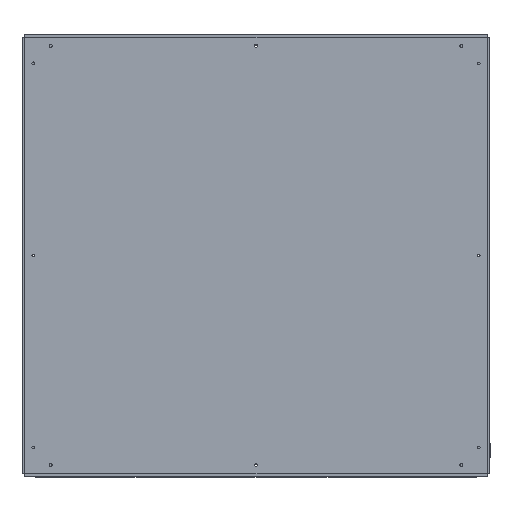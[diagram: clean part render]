
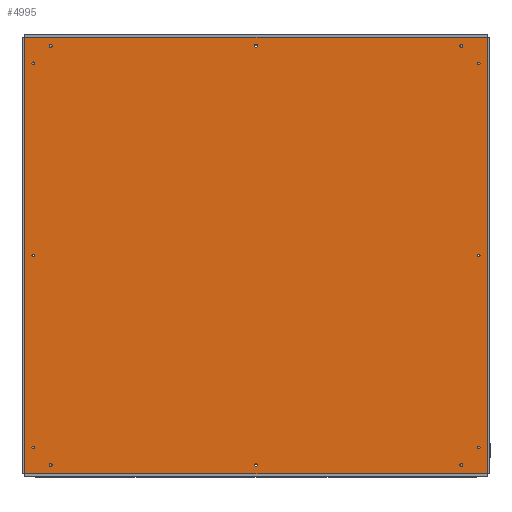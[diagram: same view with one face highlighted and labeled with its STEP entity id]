
A CAD part, top view. The second image highlights one B-rep face of the part: STEP entity #4995.
In plain terms, the highlighted planar face has unit normal (0, 0, 1).
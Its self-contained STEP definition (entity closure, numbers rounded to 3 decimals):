
#287=FACE_BOUND('',#1037,.T.);
#288=FACE_BOUND('',#1038,.T.);
#289=FACE_BOUND('',#1039,.T.);
#290=FACE_BOUND('',#1040,.T.);
#291=FACE_BOUND('',#1041,.T.);
#292=FACE_BOUND('',#1042,.T.);
#293=FACE_BOUND('',#1043,.T.);
#294=FACE_BOUND('',#1044,.T.);
#295=FACE_BOUND('',#1045,.T.);
#296=FACE_BOUND('',#1046,.T.);
#297=FACE_BOUND('',#1047,.T.);
#298=FACE_BOUND('',#1048,.T.);
#451=PLANE('',#5556);
#640=FACE_OUTER_BOUND('',#1036,.T.);
#1036=EDGE_LOOP('',(#4141,#4142,#4143,#4144));
#1037=EDGE_LOOP('',(#4145));
#1038=EDGE_LOOP('',(#4146));
#1039=EDGE_LOOP('',(#4147));
#1040=EDGE_LOOP('',(#4148));
#1041=EDGE_LOOP('',(#4149));
#1042=EDGE_LOOP('',(#4150));
#1043=EDGE_LOOP('',(#4151));
#1044=EDGE_LOOP('',(#4152));
#1045=EDGE_LOOP('',(#4153));
#1046=EDGE_LOOP('',(#4154));
#1047=EDGE_LOOP('',(#4155));
#1048=EDGE_LOOP('',(#4156));
#1447=LINE('',#8145,#1816);
#1450=LINE('',#8151,#1819);
#1453=LINE('',#8157,#1822);
#1456=LINE('',#8161,#1825);
#1816=VECTOR('',#6673,10.);
#1819=VECTOR('',#6678,10.);
#1822=VECTOR('',#6683,10.);
#1825=VECTOR('',#6688,10.);
#2132=CIRCLE('',#5519,1.65);
#2134=CIRCLE('',#5522,1.65);
#2136=CIRCLE('',#5524,1.65);
#2138=CIRCLE('',#5527,1.65);
#2140=CIRCLE('',#5529,1.65);
#2142=CIRCLE('',#5532,1.65);
#2144=CIRCLE('',#5535,1.65);
#2146=CIRCLE('',#5538,1.65);
#2148=CIRCLE('',#5541,1.65);
#2150=CIRCLE('',#5544,1.65);
#2152=CIRCLE('',#5547,1.65);
#2154=CIRCLE('',#5550,1.65);
#2504=VERTEX_POINT('',#8033);
#2506=VERTEX_POINT('',#8039);
#2508=VERTEX_POINT('',#8062);
#2510=VERTEX_POINT('',#8068);
#2512=VERTEX_POINT('',#8091);
#2514=VERTEX_POINT('',#8097);
#2516=VERTEX_POINT('',#8103);
#2518=VERTEX_POINT('',#8109);
#2520=VERTEX_POINT('',#8115);
#2522=VERTEX_POINT('',#8121);
#2524=VERTEX_POINT('',#8127);
#2526=VERTEX_POINT('',#8133);
#2530=VERTEX_POINT('',#8142);
#2531=VERTEX_POINT('',#8144);
#2533=VERTEX_POINT('',#8150);
#2535=VERTEX_POINT('',#8156);
#3063=EDGE_CURVE('',#2504,#2504,#2132,.T.);
#3066=EDGE_CURVE('',#2506,#2506,#2134,.T.);
#3069=EDGE_CURVE('',#2508,#2508,#2136,.T.);
#3072=EDGE_CURVE('',#2510,#2510,#2138,.T.);
#3075=EDGE_CURVE('',#2512,#2512,#2140,.T.);
#3078=EDGE_CURVE('',#2514,#2514,#2142,.T.);
#3081=EDGE_CURVE('',#2516,#2516,#2144,.T.);
#3084=EDGE_CURVE('',#2518,#2518,#2146,.T.);
#3087=EDGE_CURVE('',#2520,#2520,#2148,.T.);
#3090=EDGE_CURVE('',#2522,#2522,#2150,.T.);
#3093=EDGE_CURVE('',#2524,#2524,#2152,.T.);
#3096=EDGE_CURVE('',#2526,#2526,#2154,.T.);
#3101=EDGE_CURVE('',#2531,#2530,#1447,.T.);
#3104=EDGE_CURVE('',#2533,#2531,#1450,.T.);
#3107=EDGE_CURVE('',#2535,#2533,#1453,.T.);
#3110=EDGE_CURVE('',#2530,#2535,#1456,.T.);
#4141=ORIENTED_EDGE('',*,*,#3110,.T.);
#4142=ORIENTED_EDGE('',*,*,#3107,.T.);
#4143=ORIENTED_EDGE('',*,*,#3104,.T.);
#4144=ORIENTED_EDGE('',*,*,#3101,.T.);
#4145=ORIENTED_EDGE('',*,*,#3063,.T.);
#4146=ORIENTED_EDGE('',*,*,#3066,.T.);
#4147=ORIENTED_EDGE('',*,*,#3069,.T.);
#4148=ORIENTED_EDGE('',*,*,#3072,.T.);
#4149=ORIENTED_EDGE('',*,*,#3075,.T.);
#4150=ORIENTED_EDGE('',*,*,#3078,.T.);
#4151=ORIENTED_EDGE('',*,*,#3081,.T.);
#4152=ORIENTED_EDGE('',*,*,#3084,.T.);
#4153=ORIENTED_EDGE('',*,*,#3087,.T.);
#4154=ORIENTED_EDGE('',*,*,#3090,.T.);
#4155=ORIENTED_EDGE('',*,*,#3093,.T.);
#4156=ORIENTED_EDGE('',*,*,#3096,.T.);
#4995=ADVANCED_FACE('',(#640,#287,#288,#289,#290,#291,#292,#293,#294,#295,
#296,#297,#298),#451,.T.);
#5519=AXIS2_PLACEMENT_3D('',#8034,#6591,#6592);
#5522=AXIS2_PLACEMENT_3D('',#8040,#6598,#6599);
#5524=AXIS2_PLACEMENT_3D('',#8063,#6603,#6604);
#5527=AXIS2_PLACEMENT_3D('',#8069,#6610,#6611);
#5529=AXIS2_PLACEMENT_3D('',#8092,#6615,#6616);
#5532=AXIS2_PLACEMENT_3D('',#8098,#6622,#6623);
#5535=AXIS2_PLACEMENT_3D('',#8104,#6629,#6630);
#5538=AXIS2_PLACEMENT_3D('',#8110,#6636,#6637);
#5541=AXIS2_PLACEMENT_3D('',#8116,#6643,#6644);
#5544=AXIS2_PLACEMENT_3D('',#8122,#6650,#6651);
#5547=AXIS2_PLACEMENT_3D('',#8128,#6657,#6658);
#5550=AXIS2_PLACEMENT_3D('',#8134,#6664,#6665);
#5556=AXIS2_PLACEMENT_3D('',#8162,#6689,#6690);
#6591=DIRECTION('center_axis',(0.,0.,-1.));
#6592=DIRECTION('ref_axis',(-1.,0.,0.));
#6598=DIRECTION('center_axis',(0.,0.,-1.));
#6599=DIRECTION('ref_axis',(-1.,0.,0.));
#6603=DIRECTION('center_axis',(0.,0.,-1.));
#6604=DIRECTION('ref_axis',(1.,0.,0.));
#6610=DIRECTION('center_axis',(0.,0.,-1.));
#6611=DIRECTION('ref_axis',(-1.,0.,0.));
#6615=DIRECTION('center_axis',(0.,0.,-1.));
#6616=DIRECTION('ref_axis',(1.,0.,0.));
#6622=DIRECTION('center_axis',(0.,0.,-1.));
#6623=DIRECTION('ref_axis',(-1.,0.,0.));
#6629=DIRECTION('center_axis',(0.,0.,-1.));
#6630=DIRECTION('ref_axis',(-1.,0.,0.));
#6636=DIRECTION('center_axis',(0.,0.,-1.));
#6637=DIRECTION('ref_axis',(-1.,0.,0.));
#6643=DIRECTION('center_axis',(0.,0.,-1.));
#6644=DIRECTION('ref_axis',(-1.,0.,0.));
#6650=DIRECTION('center_axis',(0.,0.,-1.));
#6651=DIRECTION('ref_axis',(-1.,0.,0.));
#6657=DIRECTION('center_axis',(0.,0.,-1.));
#6658=DIRECTION('ref_axis',(-1.,0.,0.));
#6664=DIRECTION('center_axis',(0.,0.,-1.));
#6665=DIRECTION('ref_axis',(-1.,0.,0.));
#6673=DIRECTION('',(-1.,0.,0.));
#6678=DIRECTION('',(0.,1.,0.));
#6683=DIRECTION('',(1.,0.,0.));
#6688=DIRECTION('',(0.,-1.,0.));
#6689=DIRECTION('center_axis',(0.,0.,1.));
#6690=DIRECTION('ref_axis',(1.,0.,0.));
#8033=CARTESIAN_POINT('',(-253.35,275.,158.));
#8034=CARTESIAN_POINT('Origin',(-255.,275.,158.));
#8039=CARTESIAN_POINT('',(-233.35,295.,158.));
#8040=CARTESIAN_POINT('Origin',(-235.,295.,158.));
#8062=CARTESIAN_POINT('',(233.35,294.923,158.));
#8063=CARTESIAN_POINT('Origin',(235.,294.923,158.));
#8068=CARTESIAN_POINT('',(1.65,295.,158.));
#8069=CARTESIAN_POINT('Origin',(0.,295.,158.));
#8091=CARTESIAN_POINT('',(253.35,274.923,158.));
#8092=CARTESIAN_POINT('Origin',(255.,274.923,158.));
#8097=CARTESIAN_POINT('',(-253.35,55.,158.));
#8098=CARTESIAN_POINT('Origin',(-255.,55.,158.));
#8103=CARTESIAN_POINT('',(1.65,-185.,158.));
#8104=CARTESIAN_POINT('Origin',(0.,-185.,
158.));
#8109=CARTESIAN_POINT('',(256.65,55.,158.));
#8110=CARTESIAN_POINT('Origin',(255.,55.,158.));
#8115=CARTESIAN_POINT('',(236.65,-185.,158.));
#8116=CARTESIAN_POINT('Origin',(235.,-185.,158.));
#8121=CARTESIAN_POINT('',(-253.35,-165.,158.));
#8122=CARTESIAN_POINT('Origin',(-255.,-165.,158.));
#8127=CARTESIAN_POINT('',(256.65,-165.,158.));
#8128=CARTESIAN_POINT('Origin',(255.,-165.,158.));
#8133=CARTESIAN_POINT('',(-233.35,-185.,158.));
#8134=CARTESIAN_POINT('Origin',(-235.,-185.,158.));
#8142=CARTESIAN_POINT('',(-265.,305.,158.));
#8144=CARTESIAN_POINT('',(265.,305.,158.));
#8145=CARTESIAN_POINT('',(-265.,305.,158.));
#8150=CARTESIAN_POINT('',(265.,-195.,158.));
#8151=CARTESIAN_POINT('',(265.,-193.5,158.));
#8156=CARTESIAN_POINT('',(-265.,-195.,158.));
#8157=CARTESIAN_POINT('',(-265.,-195.,158.));
#8161=CARTESIAN_POINT('',(-265.,305.,158.));
#8162=CARTESIAN_POINT('Origin',(0.,55.,158.));
